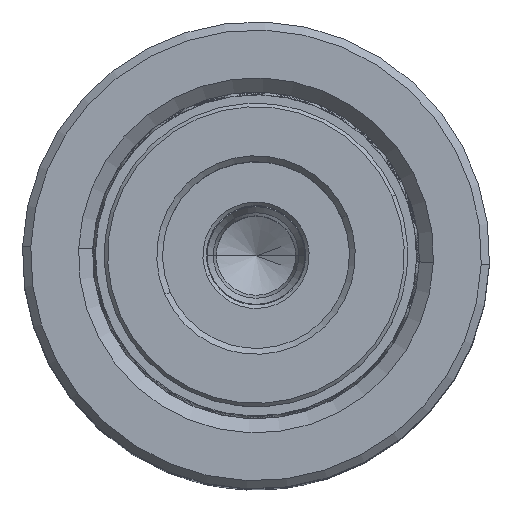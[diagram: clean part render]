
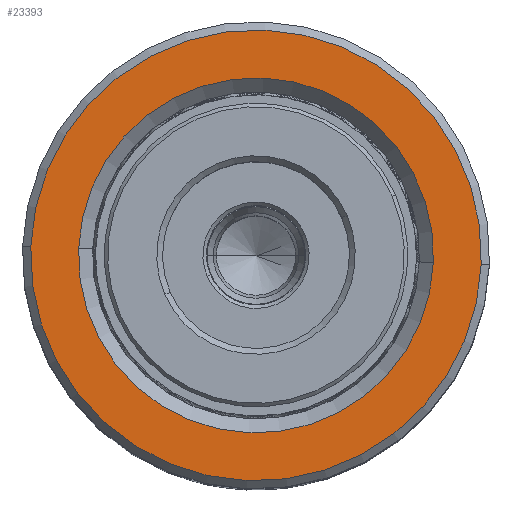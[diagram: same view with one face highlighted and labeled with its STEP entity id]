
A CAD part, top view. The second image highlights one B-rep face of the part: STEP entity #23393.
In plain terms, the highlighted planar face has unit normal (0, 0, 1).
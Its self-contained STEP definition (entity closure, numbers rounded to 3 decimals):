
#1208 = DIRECTION ( 'NONE',  ( 1., 0., 0. ) ) ;
#5915 = CARTESIAN_POINT ( 'NONE',  ( 0., 0., 60. ) ) ;
#7318 = CARTESIAN_POINT ( 'NONE',  ( 0., 0., 60. ) ) ;
#7809 = EDGE_CURVE ( 'NONE', #46176, #26425, #9492, .T. ) ;
#9492 = CIRCLE ( 'NONE', #15576, 19.3 ) ;
#13889 = EDGE_LOOP ( 'NONE', ( #39190, #43993 ) ) ;
#14366 = EDGE_CURVE ( 'NONE', #45257, #18712, #38287, .T. ) ;
#15362 = AXIS2_PLACEMENT_3D ( 'NONE', #5915, #27036, #41500 ) ;
#15576 = AXIS2_PLACEMENT_3D ( 'NONE', #30120, #41274, #1208 ) ;
#17181 = EDGE_CURVE ( 'NONE', #18712, #45257, #27776, .T. ) ;
#18289 = CARTESIAN_POINT ( 'NONE',  ( 19.3, 0., 60. ) ) ;
#18474 = FACE_OUTER_BOUND ( 'NONE', #21021, .T. ) ;
#18712 = VERTEX_POINT ( 'NONE', #21635 ) ;
#19525 = ORIENTED_EDGE ( 'NONE', *, *, #32551, .T. ) ;
#19597 = CARTESIAN_POINT ( 'NONE',  ( -19.3, 0., 60. ) ) ;
#21021 = EDGE_LOOP ( 'NONE', ( #32931, #19525 ) ) ;
#21635 = CARTESIAN_POINT ( 'NONE',  ( 15.2, 0., 60. ) ) ;
#22247 = DIRECTION ( 'NONE',  ( 1., 0., 0. ) ) ;
#23393 = ADVANCED_FACE ( 'NONE', ( #18474, #29590 ), #36233, .T. ) ;
#25354 = AXIS2_PLACEMENT_3D ( 'NONE', #7318, #37156, #22247 ) ;
#26425 = VERTEX_POINT ( 'NONE', #18289 ) ;
#27007 = DIRECTION ( 'NONE',  ( 1., 0., 0. ) ) ;
#27030 = CARTESIAN_POINT ( 'NONE',  ( -15.2, 0., 60. ) ) ;
#27036 = DIRECTION ( 'NONE',  ( 0., 0., 1. ) ) ;
#27776 = CIRCLE ( 'NONE', #30819, 15.2 ) ;
#29590 = FACE_BOUND ( 'NONE', #13889, .T. ) ;
#30120 = CARTESIAN_POINT ( 'NONE',  ( 0., 0., 60. ) ) ;
#30474 = DIRECTION ( 'NONE',  ( 1., 0., 0. ) ) ;
#30819 = AXIS2_PLACEMENT_3D ( 'NONE', #44941, #31180, #30474 ) ;
#31180 = DIRECTION ( 'NONE',  ( 0., 0., -1. ) ) ;
#32551 = EDGE_CURVE ( 'NONE', #26425, #46176, #37249, .T. ) ;
#32931 = ORIENTED_EDGE ( 'NONE', *, *, #7809, .T. ) ;
#36233 = PLANE ( 'NONE',  #25354 ) ;
#37156 = DIRECTION ( 'NONE',  ( 0., 0., 1. ) ) ;
#37249 = CIRCLE ( 'NONE', #15362, 19.3 ) ;
#38287 = CIRCLE ( 'NONE', #42887, 15.2 ) ;
#39190 = ORIENTED_EDGE ( 'NONE', *, *, #17181, .T. ) ;
#41274 = DIRECTION ( 'NONE',  ( 0., 0., 1. ) ) ;
#41500 = DIRECTION ( 'NONE',  ( 1., 0., 0. ) ) ;
#41951 = CARTESIAN_POINT ( 'NONE',  ( 0., 0., 60. ) ) ;
#42887 = AXIS2_PLACEMENT_3D ( 'NONE', #41951, #44805, #27007 ) ;
#43993 = ORIENTED_EDGE ( 'NONE', *, *, #14366, .T. ) ;
#44805 = DIRECTION ( 'NONE',  ( 0., 0., -1. ) ) ;
#44941 = CARTESIAN_POINT ( 'NONE',  ( 0., 0., 60. ) ) ;
#45257 = VERTEX_POINT ( 'NONE', #27030 ) ;
#46176 = VERTEX_POINT ( 'NONE', #19597 ) ;
